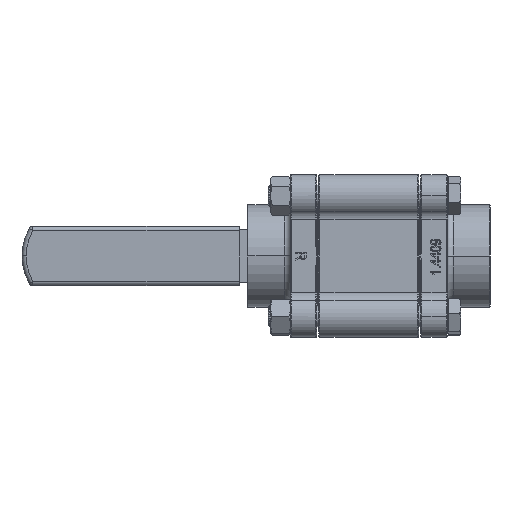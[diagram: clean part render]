
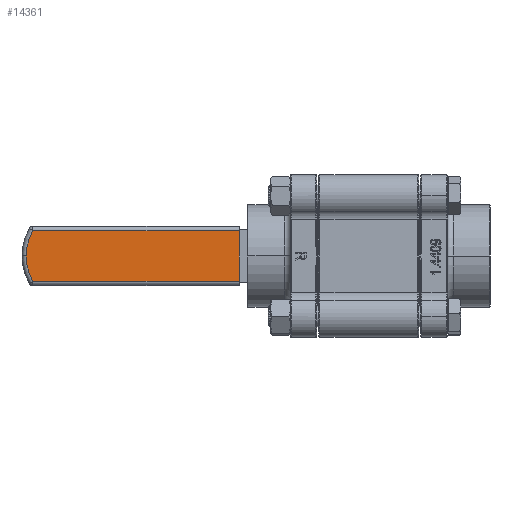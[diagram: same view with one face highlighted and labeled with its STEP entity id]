
A CAD part, front view. The second image highlights one B-rep face of the part: STEP entity #14361.
In plain terms, the highlighted planar face has unit normal (0, -1, 0).
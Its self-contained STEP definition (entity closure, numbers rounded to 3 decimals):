
#34 = EDGE_LOOP ( 'NONE', ( #11586, #50209, #12226, #16052, #16097 ) ) ;
#187 = VERTEX_POINT ( 'NONE', #44313 ) ;
#1956 = AXIS2_PLACEMENT_3D ( 'NONE', #57138, #20458, #63376 ) ;
#9963 = VECTOR ( 'NONE', #46319, 1000. ) ;
#11586 = ORIENTED_EDGE ( 'NONE', *, *, #39624, .T. ) ;
#12226 = ORIENTED_EDGE ( 'NONE', *, *, #38493, .T. ) ;
#14361 = ADVANCED_FACE ( 'NONE', ( #59838 ), #48214, .F. ) ;
#15579 = AXIS2_PLACEMENT_3D ( 'NONE', #72872, #36163, #78995 ) ;
#16052 = ORIENTED_EDGE ( 'NONE', *, *, #79214, .T. ) ;
#16097 = ORIENTED_EDGE ( 'NONE', *, *, #35836, .T. ) ;
#19698 = CARTESIAN_POINT ( 'NONE',  ( -61.5, 93.871, -12. ) ) ;
#20458 = DIRECTION ( 'NONE',  ( 0., -1., 0. ) ) ;
#24619 = CARTESIAN_POINT ( 'NONE',  ( -61.5, 93.871, -12. ) ) ;
#27956 = CARTESIAN_POINT ( 'NONE',  ( -159.36, 93.871, -12. ) ) ;
#28320 = CARTESIAN_POINT ( 'NONE',  ( -138., 93.871, 0. ) ) ;
#28527 = LINE ( 'NONE', #35048, #42863 ) ;
#33075 = VERTEX_POINT ( 'NONE', #37005 ) ;
#34482 = DIRECTION ( 'NONE',  ( -1., 0., 0. ) ) ;
#35048 = CARTESIAN_POINT ( 'NONE',  ( -160.5, 93.871, 12. ) ) ;
#35385 = VERTEX_POINT ( 'NONE', #24619 ) ;
#35836 = EDGE_CURVE ( 'NONE', #65789, #35385, #42822, .T. ) ;
#36163 = DIRECTION ( 'NONE',  ( 0., 1., 0. ) ) ;
#37005 = CARTESIAN_POINT ( 'NONE',  ( -162.5, 93.871, 0. ) ) ;
#38493 = EDGE_CURVE ( 'NONE', #64306, #33075, #41766, .T. ) ;
#39624 = EDGE_CURVE ( 'NONE', #35385, #187, #40572, .T. ) ;
#40572 = LINE ( 'NONE', #64868, #9963 ) ;
#41766 = CIRCLE ( 'NONE', #56571, 24.5 ) ;
#42822 = LINE ( 'NONE', #19698, #75442 ) ;
#42863 = VECTOR ( 'NONE', #59952, 1000. ) ;
#44313 = CARTESIAN_POINT ( 'NONE',  ( -61.5, 93.871, 12. ) ) ;
#46319 = DIRECTION ( 'NONE',  ( 0., 0., 1. ) ) ;
#48214 = PLANE ( 'NONE',  #15579 ) ;
#50209 = ORIENTED_EDGE ( 'NONE', *, *, #70176, .T. ) ;
#56571 = AXIS2_PLACEMENT_3D ( 'NONE', #28320, #71215, #34482 ) ;
#57089 = CARTESIAN_POINT ( 'NONE',  ( -159.36, 93.871, 12. ) ) ;
#57138 = CARTESIAN_POINT ( 'NONE',  ( -138., 93.871, 0. ) ) ;
#59838 = FACE_OUTER_BOUND ( 'NONE', #34, .T. ) ;
#59952 = DIRECTION ( 'NONE',  ( -1., 0., 0. ) ) ;
#62601 = DIRECTION ( 'NONE',  ( 1., 0., 0. ) ) ;
#63376 = DIRECTION ( 'NONE',  ( -1., 0., 0. ) ) ;
#64306 = VERTEX_POINT ( 'NONE', #57089 ) ;
#64868 = CARTESIAN_POINT ( 'NONE',  ( -61.5, 93.871, -14. ) ) ;
#65789 = VERTEX_POINT ( 'NONE', #27956 ) ;
#70176 = EDGE_CURVE ( 'NONE', #187, #64306, #28527, .T. ) ;
#71215 = DIRECTION ( 'NONE',  ( 0., -1., 0. ) ) ;
#72872 = CARTESIAN_POINT ( 'NONE',  ( -138., 93.871, 0. ) ) ;
#75442 = VECTOR ( 'NONE', #62601, 1000. ) ;
#76603 = CIRCLE ( 'NONE', #1956, 24.5 ) ;
#78995 = DIRECTION ( 'NONE',  ( -1., 0., 0. ) ) ;
#79214 = EDGE_CURVE ( 'NONE', #33075, #65789, #76603, .T. ) ;
